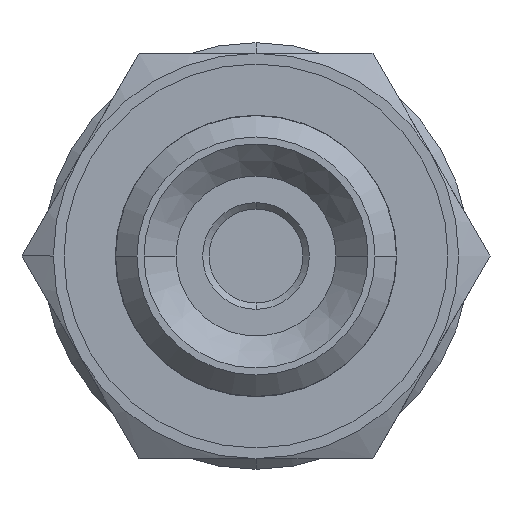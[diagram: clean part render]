
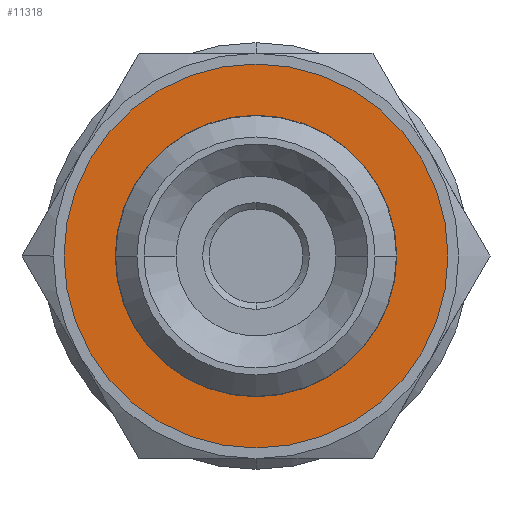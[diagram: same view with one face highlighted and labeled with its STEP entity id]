
A CAD part, front view. The second image highlights one B-rep face of the part: STEP entity #11318.
In plain terms, the highlighted planar face has unit normal (0, -1, 0).
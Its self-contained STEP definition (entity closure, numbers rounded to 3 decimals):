
#722 = ORIENTED_EDGE ( 'NONE', *, *, #10530, .T. ) ;
#767 = EDGE_LOOP ( 'NONE', ( #1107, #10452 ) ) ;
#822 = DIRECTION ( 'NONE',  ( 0., -1., 0. ) ) ;
#1107 = ORIENTED_EDGE ( 'NONE', *, *, #3935, .F. ) ;
#1383 = VERTEX_POINT ( 'NONE', #5334 ) ;
#1492 = CIRCLE ( 'NONE', #8022, 6.6 ) ;
#1556 = PLANE ( 'NONE',  #1730 ) ;
#1730 = AXIS2_PLACEMENT_3D ( 'NONE', #5238, #11675, #6180 ) ;
#2540 = CIRCLE ( 'NONE', #7353, 6.6 ) ;
#2872 = VERTEX_POINT ( 'NONE', #9433 ) ;
#2984 = VERTEX_POINT ( 'NONE', #6997 ) ;
#3231 = CARTESIAN_POINT ( 'NONE',  ( -9., 0.2, 0. ) ) ;
#3935 = EDGE_CURVE ( 'NONE', #2984, #1383, #2540, .T. ) ;
#4138 = DIRECTION ( 'NONE',  ( 0., -1., 0. ) ) ;
#4884 = DIRECTION ( 'NONE',  ( 1., 0., 0. ) ) ;
#4933 = DIRECTION ( 'NONE',  ( 0., -1., 0. ) ) ;
#5238 = CARTESIAN_POINT ( 'NONE',  ( -6.6, 0.2, 0. ) ) ;
#5334 = CARTESIAN_POINT ( 'NONE',  ( 6.6, 0.2, 0. ) ) ;
#5593 = EDGE_LOOP ( 'NONE', ( #722, #6975 ) ) ;
#6180 = DIRECTION ( 'NONE',  ( 1., 0., 0. ) ) ;
#6282 = CARTESIAN_POINT ( 'NONE',  ( 0., 0.2, 0. ) ) ;
#6351 = CARTESIAN_POINT ( 'NONE',  ( 0., 0.2, 0. ) ) ;
#6353 = VERTEX_POINT ( 'NONE', #3231 ) ;
#6371 = CIRCLE ( 'NONE', #10922, 9. ) ;
#6928 = FACE_BOUND ( 'NONE', #767, .T. ) ;
#6975 = ORIENTED_EDGE ( 'NONE', *, *, #8678, .T. ) ;
#6997 = CARTESIAN_POINT ( 'NONE',  ( -6.6, 0.2, 0. ) ) ;
#7273 = DIRECTION ( 'NONE',  ( 1., 0., 0. ) ) ;
#7353 = AXIS2_PLACEMENT_3D ( 'NONE', #6282, #11758, #9138 ) ;
#8022 = AXIS2_PLACEMENT_3D ( 'NONE', #6351, #822, #7273 ) ;
#8652 = FACE_OUTER_BOUND ( 'NONE', #5593, .T. ) ;
#8678 = EDGE_CURVE ( 'NONE', #6353, #2872, #6371, .T. ) ;
#8688 = CIRCLE ( 'NONE', #10108, 9. ) ;
#9138 = DIRECTION ( 'NONE',  ( 1., 0., 0. ) ) ;
#9433 = CARTESIAN_POINT ( 'NONE',  ( 9., 0.2, 0. ) ) ;
#10108 = AXIS2_PLACEMENT_3D ( 'NONE', #10443, #4933, #11371 ) ;
#10443 = CARTESIAN_POINT ( 'NONE',  ( 0., 0.2, 0. ) ) ;
#10452 = ORIENTED_EDGE ( 'NONE', *, *, #10820, .F. ) ;
#10530 = EDGE_CURVE ( 'NONE', #2872, #6353, #8688, .T. ) ;
#10820 = EDGE_CURVE ( 'NONE', #1383, #2984, #1492, .T. ) ;
#10922 = AXIS2_PLACEMENT_3D ( 'NONE', #11777, #4138, #4884 ) ;
#11318 = ADVANCED_FACE ( 'NONE', ( #8652, #6928 ), #1556, .T. ) ;
#11371 = DIRECTION ( 'NONE',  ( 1., 0., 0. ) ) ;
#11675 = DIRECTION ( 'NONE',  ( 0., -1., 0. ) ) ;
#11758 = DIRECTION ( 'NONE',  ( 0., -1., 0. ) ) ;
#11777 = CARTESIAN_POINT ( 'NONE',  ( 0., 0.2, 0. ) ) ;
